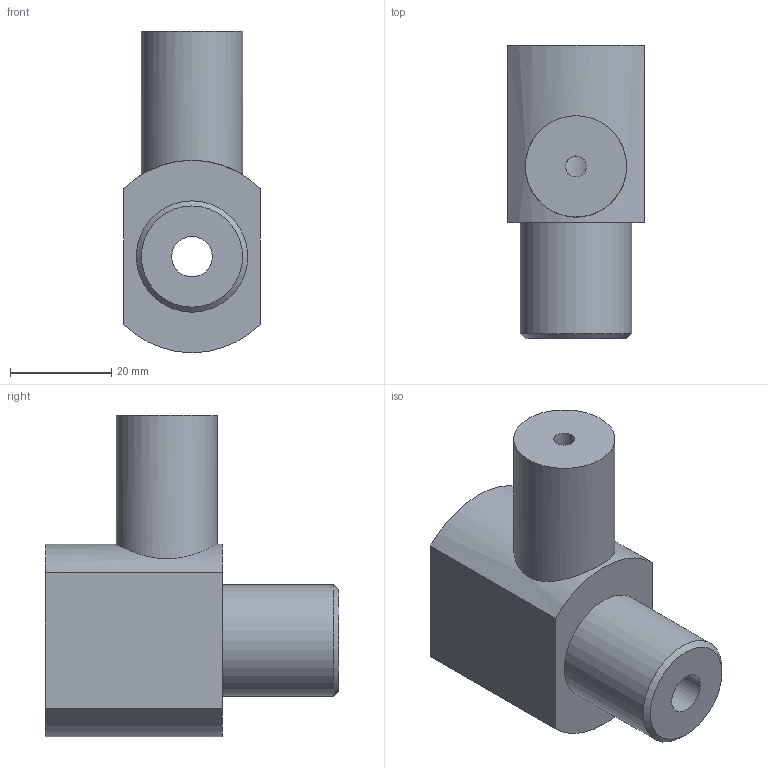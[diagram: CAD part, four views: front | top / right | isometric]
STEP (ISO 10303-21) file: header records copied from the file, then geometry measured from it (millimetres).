
FILE_DESCRIPTION((''),'2;1');
FILE_NAME('MSL-F8-20.stp','2012-10-10T08:23:44',('hartung_david'),(''),'Autodesk Inventor 2012','Autodesk Inventor 2012','');
FILE_SCHEMA(('AUTOMOTIVE_DESIGN { 1 0 10303 214 1 1 1 1 }'));
Length unit declared in the file: millimetre
Products named in the file (1): MSL-F8-20
Bounding box: 27 x 58 x 63.5 mm (x, y, z)
Volume: 42713.5 mm3; surface area: 11396.2 mm2
Topology: 1 solids, 1 shells, 15 faces, 32 edges, 22 vertices
Faces by surface type: cylinder 7, plane 7, cone 1
Full cylindrical faces by diameter (mm): 4.134 x1, 8 x1, 20 x1, 20.376 x1, 22 x1
Entity records: 483 total; most frequent: CARTESIAN_POINT 124, DIRECTION 66, ORIENTED_EDGE 46, AXIS2_PLACEMENT_3D 29, EDGE_LOOP 28, EDGE_CURVE 23, VERTEX_POINT 19, STYLED_ITEM 16
